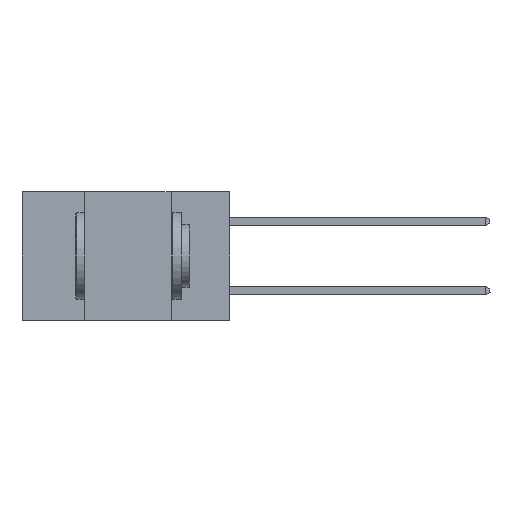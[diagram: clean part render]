
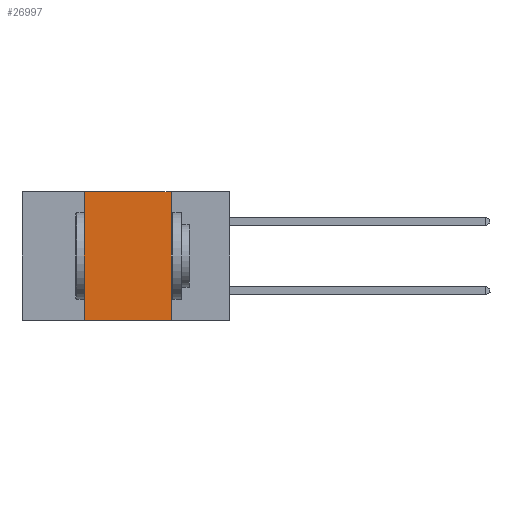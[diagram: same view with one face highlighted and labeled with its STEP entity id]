
A CAD part, left-side view. The second image highlights one B-rep face of the part: STEP entity #26997.
In plain terms, the highlighted planar face has unit normal (-1, 0, 0).
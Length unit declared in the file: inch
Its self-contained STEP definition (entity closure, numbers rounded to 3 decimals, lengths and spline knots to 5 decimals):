
#122 = PLANE ( 'NONE',  #1805 ) ;
#1805 = AXIS2_PLACEMENT_3D ( 'NONE', #22545, #9310, #24758 ) ;
#1861 = ORIENTED_EDGE ( 'NONE', *, *, #5292, .F. ) ;
#2251 = CARTESIAN_POINT ( 'NONE',  ( 0., 0.42, -0.37 ) ) ;
#2469 = VECTOR ( 'NONE', #8443, 39.37008 ) ;
#2505 = VERTEX_POINT ( 'NONE', #18777 ) ;
#3290 = ORIENTED_EDGE ( 'NONE', *, *, #15835, .F. ) ;
#5185 = CARTESIAN_POINT ( 'NONE',  ( 0., 0.42, 0. ) ) ;
#5292 = EDGE_CURVE ( 'NONE', #28145, #6801, #6421, .T. ) ;
#6220 = CARTESIAN_POINT ( 'NONE',  ( 0., 0.17, -0.37 ) ) ;
#6421 = LINE ( 'NONE', #19389, #28583 ) ;
#6801 = VERTEX_POINT ( 'NONE', #6220 ) ;
#7483 = DIRECTION ( 'NONE',  ( 0., 0., 1. ) ) ;
#7642 = CARTESIAN_POINT ( 'NONE',  ( 0., 0.17, 0. ) ) ;
#8443 = DIRECTION ( 'NONE',  ( 0., -1., 0. ) ) ;
#8915 = LINE ( 'NONE', #27578, #9600 ) ;
#8951 = EDGE_LOOP ( 'NONE', ( #1861, #25584, #3290, #22492 ) ) ;
#9243 = LINE ( 'NONE', #23836, #2469 ) ;
#9310 = DIRECTION ( 'NONE',  ( 1., 0., 0. ) ) ;
#9600 = VECTOR ( 'NONE', #14433, 39.37008 ) ;
#14433 = DIRECTION ( 'NONE',  ( 0., -1., 0. ) ) ;
#15835 = EDGE_CURVE ( 'NONE', #17030, #2505, #17070, .T. ) ;
#17030 = VERTEX_POINT ( 'NONE', #2251 ) ;
#17070 = LINE ( 'NONE', #5185, #28024 ) ;
#17549 = DIRECTION ( 'NONE',  ( 0., 0., -1. ) ) ;
#18777 = CARTESIAN_POINT ( 'NONE',  ( 0., 0.42, 0. ) ) ;
#19389 = CARTESIAN_POINT ( 'NONE',  ( 0., 0.17, 0. ) ) ;
#21535 = EDGE_CURVE ( 'NONE', #2505, #28145, #8915, .T. ) ;
#21743 = EDGE_CURVE ( 'NONE', #17030, #6801, #9243, .T. ) ;
#22492 = ORIENTED_EDGE ( 'NONE', *, *, #21743, .T. ) ;
#22545 = CARTESIAN_POINT ( 'NONE',  ( 0., 0.6, 0. ) ) ;
#23836 = CARTESIAN_POINT ( 'NONE',  ( 0., 0.6, -0.37 ) ) ;
#24758 = DIRECTION ( 'NONE',  ( 0., 0., -1. ) ) ;
#25361 = FACE_OUTER_BOUND ( 'NONE', #8951, .T. ) ;
#25584 = ORIENTED_EDGE ( 'NONE', *, *, #21535, .F. ) ;
#26997 = ADVANCED_FACE ( 'NONE', ( #25361 ), #122, .F. ) ;
#27578 = CARTESIAN_POINT ( 'NONE',  ( 0., 0.6, 0. ) ) ;
#28024 = VECTOR ( 'NONE', #7483, 39.37008 ) ;
#28145 = VERTEX_POINT ( 'NONE', #7642 ) ;
#28583 = VECTOR ( 'NONE', #17549, 39.37008 ) ;
